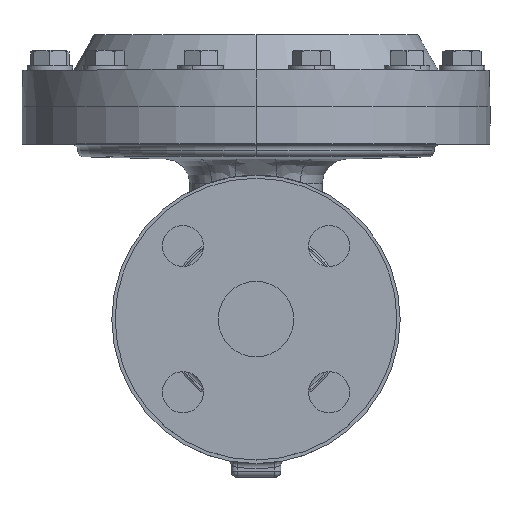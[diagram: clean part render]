
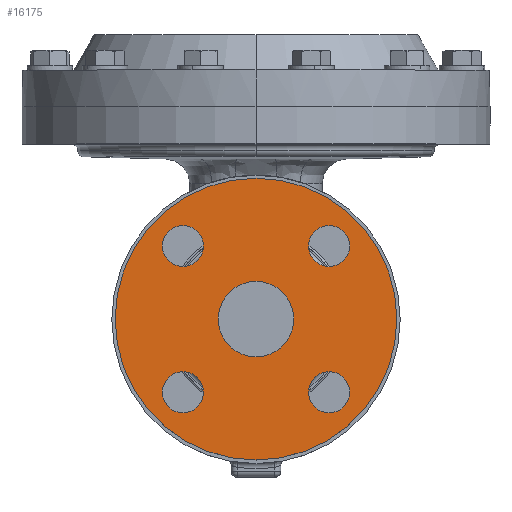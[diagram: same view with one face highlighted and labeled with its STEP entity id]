
A CAD part, top view. The second image highlights one B-rep face of the part: STEP entity #16175.
In plain terms, the highlighted planar face has unit normal (0, 0, 1).
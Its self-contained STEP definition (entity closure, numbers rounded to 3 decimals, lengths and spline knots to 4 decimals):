
#218 = DIRECTION ( 'NONE',  ( 0., 1., 0. ) ) ;
#427 = CARTESIAN_POINT ( 'NONE',  ( 1.1031, -0.7931, 3.625 ) ) ;
#614 = CIRCLE ( 'NONE', #21998, 0.5705 ) ;
#1260 = VERTEX_POINT ( 'NONE', #8172 ) ;
#1816 = DIRECTION ( 'NONE',  ( 0., 1., 0. ) ) ;
#1867 = DIRECTION ( 'NONE',  ( 0., 1., 0. ) ) ;
#2020 = FACE_BOUND ( 'NONE', #7965, .T. ) ;
#2284 = AXIS2_PLACEMENT_3D ( 'NONE', #30509, #12934, #33465 ) ;
#2382 = AXIS2_PLACEMENT_3D ( 'NONE', #13944, #34491, #16898 ) ;
#2772 = VERTEX_POINT ( 'NONE', #13885 ) ;
#3300 = EDGE_CURVE ( 'NONE', #19510, #17473, #19452, .T. ) ;
#3320 = VERTEX_POINT ( 'NONE', #10438 ) ;
#3425 = CARTESIAN_POINT ( 'NONE',  ( 0., 2.125, 3.625 ) ) ;
#3455 = AXIS2_PLACEMENT_3D ( 'NONE', #34096, #16503, #37055 ) ;
#3534 = ORIENTED_EDGE ( 'NONE', *, *, #21327, .T. ) ;
#4043 = EDGE_CURVE ( 'NONE', #10589, #1260, #614, .T. ) ;
#5065 = CARTESIAN_POINT ( 'NONE',  ( 1.1031, 1.1031, 3.625 ) ) ;
#5098 = PLANE ( 'NONE',  #29583 ) ;
#5927 = EDGE_CURVE ( 'NONE', #2772, #23267, #8376, .T. ) ;
#6063 = CIRCLE ( 'NONE', #2284, 0.5705 ) ;
#6174 = EDGE_CURVE ( 'NONE', #20916, #24948, #29015, .T. ) ;
#6598 = EDGE_LOOP ( 'NONE', ( #15182, #33377 ) ) ;
#6979 = DIRECTION ( 'NONE',  ( 0., 0., -1. ) ) ;
#7395 = ORIENTED_EDGE ( 'NONE', *, *, #25911, .T. ) ;
#7619 = CARTESIAN_POINT ( 'NONE',  ( -1.1031, 1.1031, 3.625 ) ) ;
#7935 = EDGE_LOOP ( 'NONE', ( #15990, #18292 ) ) ;
#7965 = EDGE_LOOP ( 'NONE', ( #10654, #10681 ) ) ;
#8025 = DIRECTION ( 'NONE',  ( -1., 0., 0. ) ) ;
#8056 = DIRECTION ( 'NONE',  ( 0., 1., 0. ) ) ;
#8172 = CARTESIAN_POINT ( 'NONE',  ( 0., 0.5705, 3.625 ) ) ;
#8303 = DIRECTION ( 'NONE',  ( 0., 0., -1. ) ) ;
#8376 = CIRCLE ( 'NONE', #2382, 0.31 ) ;
#8447 = VERTEX_POINT ( 'NONE', #19682 ) ;
#8487 = AXIS2_PLACEMENT_3D ( 'NONE', #36961, #19366, #1816 ) ;
#8522 = EDGE_CURVE ( 'NONE', #30698, #29704, #24313, .T. ) ;
#9666 = CIRCLE ( 'NONE', #36763, 0.31 ) ;
#9845 = FACE_BOUND ( 'NONE', #31842, .T. ) ;
#10438 = CARTESIAN_POINT ( 'NONE',  ( 1.1031, 1.4131, 3.625 ) ) ;
#10562 = DIRECTION ( 'NONE',  ( 0., -1., 0. ) ) ;
#10563 = AXIS2_PLACEMENT_3D ( 'NONE', #25836, #8303, #28819 ) ;
#10589 = VERTEX_POINT ( 'NONE', #26873 ) ;
#10654 = ORIENTED_EDGE ( 'NONE', *, *, #19625, .T. ) ;
#10681 = ORIENTED_EDGE ( 'NONE', *, *, #4043, .T. ) ;
#10761 = FACE_BOUND ( 'NONE', #6598, .T. ) ;
#11418 = EDGE_CURVE ( 'NONE', #17473, #19510, #31099, .T. ) ;
#11529 = CARTESIAN_POINT ( 'NONE',  ( 1.1031, -1.4131, 3.625 ) ) ;
#12427 = CARTESIAN_POINT ( 'NONE',  ( -1.1031, 1.4131, 3.625 ) ) ;
#12547 = ORIENTED_EDGE ( 'NONE', *, *, #6174, .F. ) ;
#12934 = DIRECTION ( 'NONE',  ( 0., 0., -1. ) ) ;
#13185 = ORIENTED_EDGE ( 'NONE', *, *, #5927, .T. ) ;
#13334 = CARTESIAN_POINT ( 'NONE',  ( 0., 0., 3.625 ) ) ;
#13661 = EDGE_CURVE ( 'NONE', #24948, #20916, #37002, .T. ) ;
#13829 = CARTESIAN_POINT ( 'NONE',  ( -1.1031, -0.7931, 3.625 ) ) ;
#13885 = CARTESIAN_POINT ( 'NONE',  ( -1.1031, -1.4131, 3.625 ) ) ;
#13944 = CARTESIAN_POINT ( 'NONE',  ( -1.1031, -1.1031, 3.625 ) ) ;
#15182 = ORIENTED_EDGE ( 'NONE', *, *, #8522, .T. ) ;
#15763 = EDGE_LOOP ( 'NONE', ( #7395, #13185 ) ) ;
#15990 = ORIENTED_EDGE ( 'NONE', *, *, #3300, .T. ) ;
#16127 = EDGE_LOOP ( 'NONE', ( #16386, #12547 ) ) ;
#16173 = CARTESIAN_POINT ( 'NONE',  ( -1.1031, -1.1031, 3.625 ) ) ;
#16175 = ADVANCED_FACE ( 'NONE', ( #9845, #25415, #33242, #10761, #2020, #17606 ), #5098, .F. ) ;
#16260 = DIRECTION ( 'NONE',  ( 0., 1., 0. ) ) ;
#16386 = ORIENTED_EDGE ( 'NONE', *, *, #13661, .F. ) ;
#16503 = DIRECTION ( 'NONE',  ( 0., 0., -1. ) ) ;
#16693 = CARTESIAN_POINT ( 'NONE',  ( 0., -2.125, 3.625 ) ) ;
#16898 = DIRECTION ( 'NONE',  ( 1., 0., 0. ) ) ;
#17473 = VERTEX_POINT ( 'NONE', #21820 ) ;
#17606 = FACE_OUTER_BOUND ( 'NONE', #16127, .T. ) ;
#17607 = AXIS2_PLACEMENT_3D ( 'NONE', #16173, #36735, #19138 ) ;
#17786 = DIRECTION ( 'NONE',  ( 0., 0., -1. ) ) ;
#18099 = AXIS2_PLACEMENT_3D ( 'NONE', #35381, #17786, #218 ) ;
#18292 = ORIENTED_EDGE ( 'NONE', *, *, #11418, .T. ) ;
#19138 = DIRECTION ( 'NONE',  ( 1., 0., 0. ) ) ;
#19366 = DIRECTION ( 'NONE',  ( 0., 0., -1. ) ) ;
#19424 = DIRECTION ( 'NONE',  ( 0., 0., -1. ) ) ;
#19452 = CIRCLE ( 'NONE', #35291, 0.31 ) ;
#19510 = VERTEX_POINT ( 'NONE', #12427 ) ;
#19625 = EDGE_CURVE ( 'NONE', #1260, #10589, #6063, .T. ) ;
#19682 = CARTESIAN_POINT ( 'NONE',  ( 1.1031, 0.7931, 3.625 ) ) ;
#19808 = AXIS2_PLACEMENT_3D ( 'NONE', #5065, #25567, #8025 ) ;
#20916 = VERTEX_POINT ( 'NONE', #16693 ) ;
#21327 = EDGE_CURVE ( 'NONE', #3320, #8447, #9666, .T. ) ;
#21561 = EDGE_CURVE ( 'NONE', #29704, #30698, #22466, .T. ) ;
#21820 = CARTESIAN_POINT ( 'NONE',  ( -1.1031, 0.7931, 3.625 ) ) ;
#21998 = AXIS2_PLACEMENT_3D ( 'NONE', #13334, #33858, #16260 ) ;
#22356 = ORIENTED_EDGE ( 'NONE', *, *, #31655, .T. ) ;
#22466 = CIRCLE ( 'NONE', #8487, 0.31 ) ;
#23267 = VERTEX_POINT ( 'NONE', #13829 ) ;
#23569 = CIRCLE ( 'NONE', #19808, 0.31 ) ;
#24313 = CIRCLE ( 'NONE', #10563, 0.31 ) ;
#24508 = CARTESIAN_POINT ( 'NONE',  ( 1.1031, 1.1031, 3.625 ) ) ;
#24948 = VERTEX_POINT ( 'NONE', #3425 ) ;
#25415 = FACE_BOUND ( 'NONE', #7935, .T. ) ;
#25567 = DIRECTION ( 'NONE',  ( 0., 0., -1. ) ) ;
#25597 = DIRECTION ( 'NONE',  ( 0., 0., -1. ) ) ;
#25836 = CARTESIAN_POINT ( 'NONE',  ( 1.1031, -1.1031, 3.625 ) ) ;
#25911 = EDGE_CURVE ( 'NONE', #23267, #2772, #36587, .T. ) ;
#26873 = CARTESIAN_POINT ( 'NONE',  ( 0., -0.5705, 3.625 ) ) ;
#27477 = DIRECTION ( 'NONE',  ( -1., 0., 0. ) ) ;
#28120 = DIRECTION ( 'NONE',  ( 0., 0., -1. ) ) ;
#28819 = DIRECTION ( 'NONE',  ( 0., 1., 0. ) ) ;
#29015 = CIRCLE ( 'NONE', #18099, 2.125 ) ;
#29583 = AXIS2_PLACEMENT_3D ( 'NONE', #32563, #25597, #8056 ) ;
#29704 = VERTEX_POINT ( 'NONE', #11529 ) ;
#30509 = CARTESIAN_POINT ( 'NONE',  ( 0., 0., 3.625 ) ) ;
#30698 = VERTEX_POINT ( 'NONE', #427 ) ;
#31099 = CIRCLE ( 'NONE', #3455, 0.31 ) ;
#31655 = EDGE_CURVE ( 'NONE', #8447, #3320, #23569, .T. ) ;
#31842 = EDGE_LOOP ( 'NONE', ( #3534, #22356 ) ) ;
#32563 = CARTESIAN_POINT ( 'NONE',  ( 0., -2.125, 3.625 ) ) ;
#33242 = FACE_BOUND ( 'NONE', #15763, .T. ) ;
#33377 = ORIENTED_EDGE ( 'NONE', *, *, #21561, .T. ) ;
#33465 = DIRECTION ( 'NONE',  ( 0., 1., 0. ) ) ;
#33858 = DIRECTION ( 'NONE',  ( 0., 0., -1. ) ) ;
#34096 = CARTESIAN_POINT ( 'NONE',  ( -1.1031, 1.1031, 3.625 ) ) ;
#34491 = DIRECTION ( 'NONE',  ( 0., 0., -1. ) ) ;
#35291 = AXIS2_PLACEMENT_3D ( 'NONE', #7619, #28120, #10562 ) ;
#35381 = CARTESIAN_POINT ( 'NONE',  ( 0., 0., 3.625 ) ) ;
#36587 = CIRCLE ( 'NONE', #17607, 0.31 ) ;
#36735 = DIRECTION ( 'NONE',  ( 0., 0., -1. ) ) ;
#36763 = AXIS2_PLACEMENT_3D ( 'NONE', #24508, #6979, #27477 ) ;
#36961 = CARTESIAN_POINT ( 'NONE',  ( 1.1031, -1.1031, 3.625 ) ) ;
#37002 = CIRCLE ( 'NONE', #37889, 2.125 ) ;
#37018 = CARTESIAN_POINT ( 'NONE',  ( 0., 0., 3.625 ) ) ;
#37055 = DIRECTION ( 'NONE',  ( 0., -1., 0. ) ) ;
#37889 = AXIS2_PLACEMENT_3D ( 'NONE', #37018, #19424, #1867 ) ;
